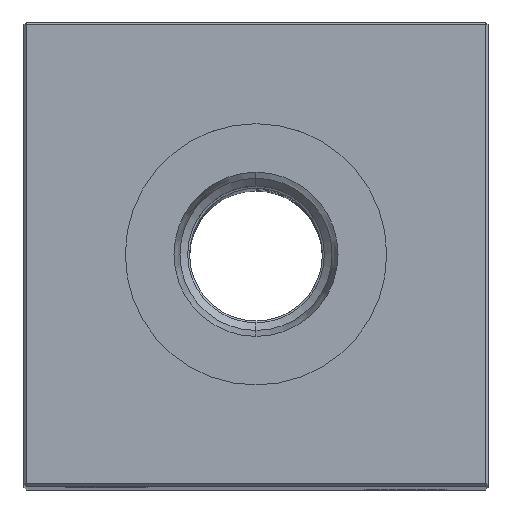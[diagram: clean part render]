
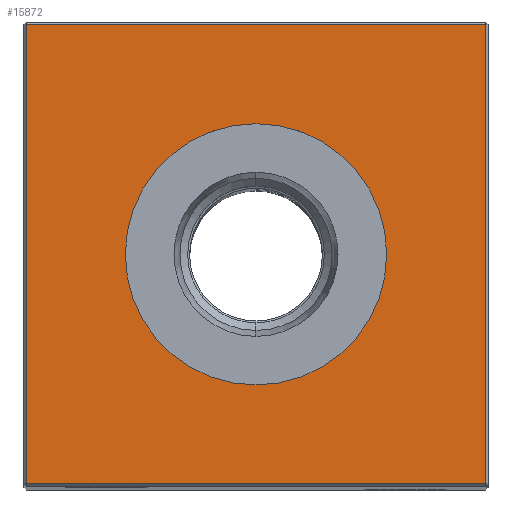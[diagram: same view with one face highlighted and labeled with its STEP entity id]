
A CAD part, top view. The second image highlights one B-rep face of the part: STEP entity #15872.
In plain terms, the highlighted planar face has unit normal (0, 0, 1).
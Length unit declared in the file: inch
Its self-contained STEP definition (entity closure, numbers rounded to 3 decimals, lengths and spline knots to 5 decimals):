
#164 = AXIS2_PLACEMENT_3D ( 'NONE', #3508, #9544, #12612 ) ;
#1029 = CARTESIAN_POINT ( 'NONE',  ( 0.865, 0.865, 7.25 ) ) ;
#1068 = LINE ( 'NONE', #4592, #5017 ) ;
#1779 = ORIENTED_EDGE ( 'NONE', *, *, #15591, .T. ) ;
#1996 = CARTESIAN_POINT ( 'NONE',  ( 0., 0.49213, 7.25 ) ) ;
#2739 = CARTESIAN_POINT ( 'NONE',  ( 0.865, -0.865, 7.25 ) ) ;
#3309 = LINE ( 'NONE', #24556, #23050 ) ;
#3336 = CARTESIAN_POINT ( 'NONE',  ( 0., 0., 7.25 ) ) ;
#3508 = CARTESIAN_POINT ( 'NONE',  ( 0., 0., 7.25 ) ) ;
#4038 = CIRCLE ( 'NONE', #18108, 0.49213 ) ;
#4592 = CARTESIAN_POINT ( 'NONE',  ( -0.865, 0., 7.25 ) ) ;
#5017 = VECTOR ( 'NONE', #18047, 39.37008 ) ;
#5232 = EDGE_LOOP ( 'NONE', ( #11600, #1779 ) ) ;
#5324 = LINE ( 'NONE', #13367, #20246 ) ;
#5346 = VERTEX_POINT ( 'NONE', #11830 ) ;
#5495 = VERTEX_POINT ( 'NONE', #12457 ) ;
#6444 = CARTESIAN_POINT ( 'NONE',  ( 0., -0.49213, 7.25 ) ) ;
#7016 = EDGE_CURVE ( 'NONE', #12908, #20451, #5324, .T. ) ;
#7069 = CARTESIAN_POINT ( 'NONE',  ( 0., -0.865, 7.25 ) ) ;
#7233 = EDGE_CURVE ( 'NONE', #5495, #5346, #1068, .T. ) ;
#8448 = ORIENTED_EDGE ( 'NONE', *, *, #7233, .T. ) ;
#8715 = PLANE ( 'NONE',  #164 ) ;
#8742 = DIRECTION ( 'NONE',  ( 0., 0., -1. ) ) ;
#8873 = CARTESIAN_POINT ( 'NONE',  ( 0., 0., 7.25 ) ) ;
#9190 = EDGE_CURVE ( 'NONE', #17125, #20449, #23227, .T. ) ;
#9236 = DIRECTION ( 'NONE',  ( -1., 0., 0. ) ) ;
#9544 = DIRECTION ( 'NONE',  ( 0., 0., -1. ) ) ;
#10453 = DIRECTION ( 'NONE',  ( 1., 0., 0. ) ) ;
#10578 = LINE ( 'NONE', #7069, #21835 ) ;
#11384 = ORIENTED_EDGE ( 'NONE', *, *, #22096, .T. ) ;
#11600 = ORIENTED_EDGE ( 'NONE', *, *, #9190, .T. ) ;
#11830 = CARTESIAN_POINT ( 'NONE',  ( -0.865, -0.865, 7.25 ) ) ;
#12457 = CARTESIAN_POINT ( 'NONE',  ( -0.865, 0.865, 7.25 ) ) ;
#12612 = DIRECTION ( 'NONE',  ( -1., 0., 0. ) ) ;
#12908 = VERTEX_POINT ( 'NONE', #2739 ) ;
#13367 = CARTESIAN_POINT ( 'NONE',  ( 0.865, 0., 7.25 ) ) ;
#14992 = DIRECTION ( 'NONE',  ( -1., 0., 0. ) ) ;
#15591 = EDGE_CURVE ( 'NONE', #20449, #17125, #4038, .T. ) ;
#15872 = ADVANCED_FACE ( 'NONE', ( #16372, #22031 ), #8715, .F. ) ;
#16372 = FACE_OUTER_BOUND ( 'NONE', #24621, .T. ) ;
#17125 = VERTEX_POINT ( 'NONE', #1996 ) ;
#17251 = DIRECTION ( 'NONE',  ( 0., 1., 0. ) ) ;
#18047 = DIRECTION ( 'NONE',  ( 0., -1., 0. ) ) ;
#18108 = AXIS2_PLACEMENT_3D ( 'NONE', #8873, #8742, #9236 ) ;
#20197 = DIRECTION ( 'NONE',  ( 0., 0., -1. ) ) ;
#20246 = VECTOR ( 'NONE', #17251, 39.37008 ) ;
#20257 = EDGE_CURVE ( 'NONE', #20451, #5495, #3309, .T. ) ;
#20449 = VERTEX_POINT ( 'NONE', #6444 ) ;
#20451 = VERTEX_POINT ( 'NONE', #1029 ) ;
#20892 = ORIENTED_EDGE ( 'NONE', *, *, #7016, .T. ) ;
#21785 = ORIENTED_EDGE ( 'NONE', *, *, #20257, .T. ) ;
#21835 = VECTOR ( 'NONE', #10453, 39.37008 ) ;
#22031 = FACE_BOUND ( 'NONE', #5232, .T. ) ;
#22096 = EDGE_CURVE ( 'NONE', #5346, #12908, #10578, .T. ) ;
#22830 = AXIS2_PLACEMENT_3D ( 'NONE', #3336, #20197, #24094 ) ;
#23050 = VECTOR ( 'NONE', #14992, 39.37008 ) ;
#23227 = CIRCLE ( 'NONE', #22830, 0.49213 ) ;
#24094 = DIRECTION ( 'NONE',  ( -1., 0., 0. ) ) ;
#24556 = CARTESIAN_POINT ( 'NONE',  ( 0., 0.865, 7.25 ) ) ;
#24621 = EDGE_LOOP ( 'NONE', ( #8448, #11384, #20892, #21785 ) ) ;
